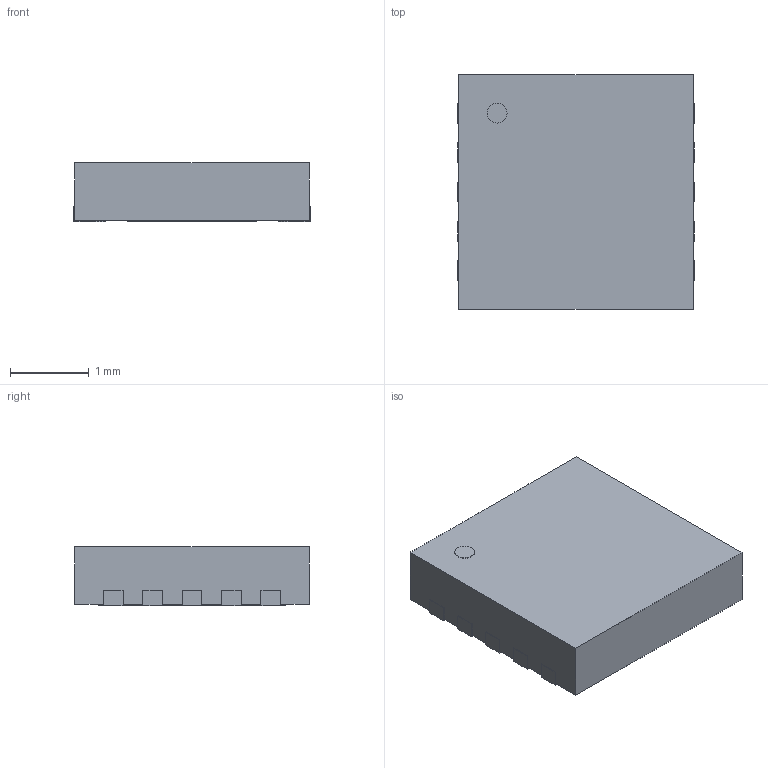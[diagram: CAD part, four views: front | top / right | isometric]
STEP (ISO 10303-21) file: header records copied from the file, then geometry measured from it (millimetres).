
FILE_DESCRIPTION(/* description */ ('model of LFCSP-WD-10-1EP_3x3mm_P0.5mm_EP1.64x2.38mm'),/* implementation_level */ '2;1');
FILE_NAME(/* name */ 'LFCSP-WD-10-1EP_3x3mm_P0.5mm_EP1.64x2.38mm.step',/* time_stamp */ '2023-02-25T17:41:13',/* author */ ('KiCAD','kicad'),/* organization */ ('OCCT'),/* preprocessor_version */ '',/* originating_system */ 'KiCAD',/* authorisation */ '');
FILE_SCHEMA(('AUTOMOTIVE_DESIGN { 1 0 10303 214 1 1 1 1 }'));
Length unit declared in the file: millimetre
Products named in the file (9): CQ assembly; 36bd86c4-b52b-11ed-b285-acde48001122; 36bd86c4-b52b-11ed-b285-acde48001122_part; 36bd8958-b52b-11ed-b285-acde48001122; 36bd8958-b52b-11ed-b285-acde48001122_part; 36bd8a3e-b52b-11ed-b285-acde48001122; 36bd8a3e-b52b-11ed-b285-acde48001122_part; 36bd8ad4-b52b-11ed-b285-acde48001122; 36bd8ad4-b52b-11ed-b285-acde48001122_part
Assembly tree (8 placements, depth 4):
  CQ assembly
    36bd86c4-b52b-11ed-b285-acde48001122
      36bd86c4-b52b-11ed-b285-acde48001122_part
      36bd8958-b52b-11ed-b285-acde48001122
        36bd8958-b52b-11ed-b285-acde48001122_part
      36bd8a3e-b52b-11ed-b285-acde48001122
        36bd8a3e-b52b-11ed-b285-acde48001122_part
      36bd8ad4-b52b-11ed-b285-acde48001122
        36bd8ad4-b52b-11ed-b285-acde48001122_part
Bounding box: 3 x 2.98 x 0.76 mm (x, y, z)
Volume: 6.6 mm3; surface area: 39.9 mm2
Topology: 13 solids, 13 shells, 122 faces, 285 edges, 190 vertices
Faces by surface type: plane 101, cylinder 21
Full cylindrical faces by diameter (mm): 0.25 x1
Entity records: 3678 total; most frequent: CARTESIAN_POINT 606, DIRECTION 589, ORIENTED_EDGE 570, EDGE_CURVE 285, LINE 243, VECTOR 243, VERTEX_POINT 190, AXIS2_PLACEMENT_3D 173
